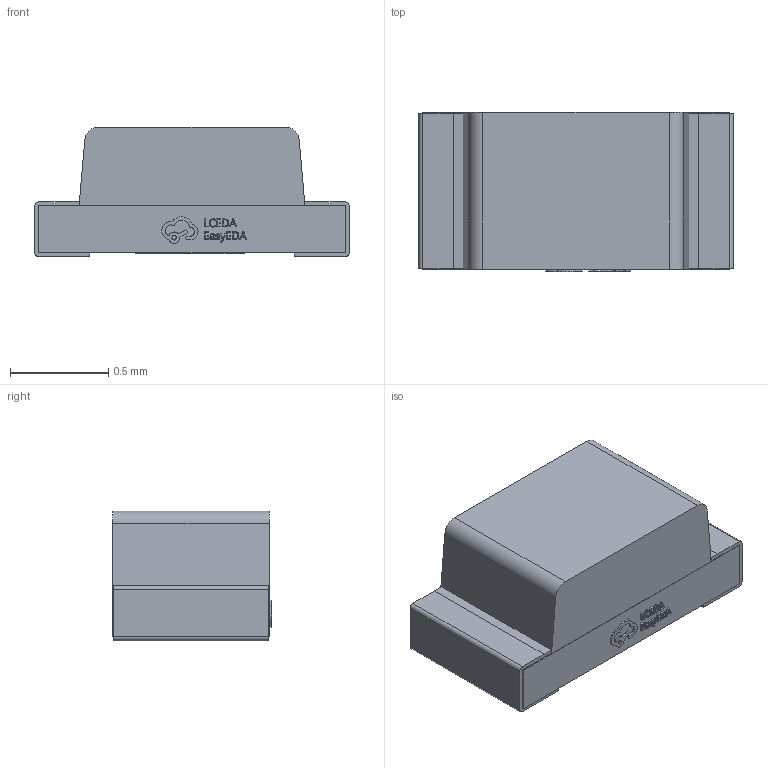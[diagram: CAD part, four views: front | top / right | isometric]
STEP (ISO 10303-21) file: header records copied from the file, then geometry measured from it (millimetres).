
FILE_DESCRIPTION (( 'STEP AP214' ), '1' );
FILE_NAME ('LED0603-RD_WHITE.step', '2022-07-08T13:30:20', ( '' ), ( '' ), 'SwSTEP 2.0', 'SolidWorks 2020', '' );
FILE_SCHEMA (( 'AUTOMOTIVE_DESIGN' ));
Length unit declared in the file: millimetre
Products named in the file (1): LED0603-RD_WHITE
Bounding box: 1.6 x 0.81 x 0.66 mm (x, y, z)
Volume: 0.7 mm3; surface area: 5.3 mm2
Topology: 1 solids, 1 shells, 326 faces, 891 edges, 594 vertices
Faces by surface type: plane 208, bspline 112, cylinder 6
Entity records: 14412 total; most frequent: CARTESIAN_POINT 3916, ORIENTED_EDGE 1782, DIRECTION 1105, EDGE_CURVE 891, LINE 651, VECTOR 651, VERTEX_POINT 594, EDGE_LOOP 353
